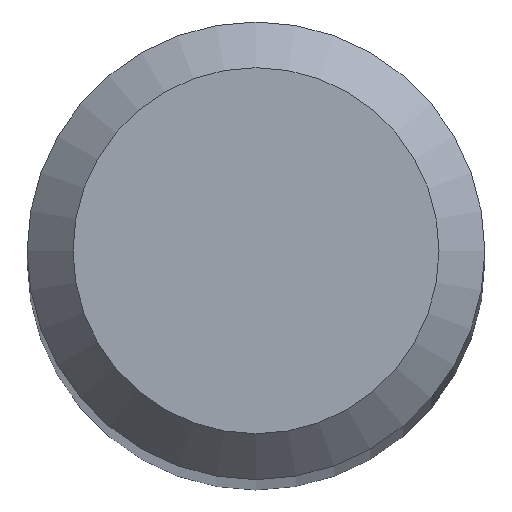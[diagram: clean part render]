
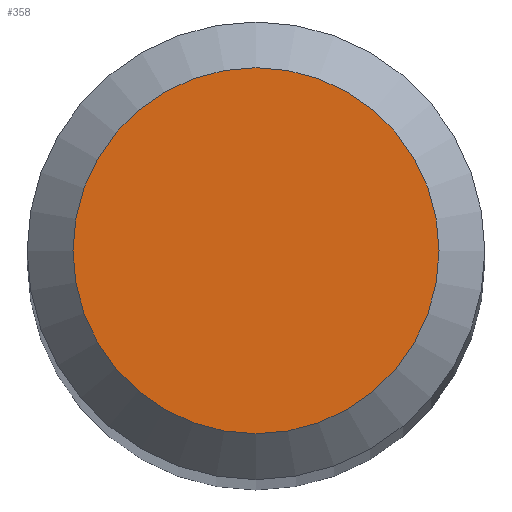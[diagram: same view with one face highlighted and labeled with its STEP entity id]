
A CAD part, top view. The second image highlights one B-rep face of the part: STEP entity #358.
In plain terms, the highlighted planar face has unit normal (0, 0, 1).
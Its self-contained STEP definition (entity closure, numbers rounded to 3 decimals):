
#42 = ORIENTED_EDGE ( 'NONE', *, *, #213, .T. ) ;
#62 = AXIS2_PLACEMENT_3D ( 'NONE', #351, #321, #353 ) ;
#141 = DIRECTION ( 'NONE',  ( 0., 1., 0. ) ) ;
#179 = FACE_OUTER_BOUND ( 'NONE', #319, .T. ) ;
#211 = CARTESIAN_POINT ( 'NONE',  ( 0., -1.2, 46. ) ) ;
#213 = EDGE_CURVE ( 'NONE', #363, #363, #295, .T. ) ;
#274 = PLANE ( 'NONE',  #382 ) ;
#295 = CIRCLE ( 'NONE', #62, 1.2 ) ;
#308 = DIRECTION ( 'NONE',  ( 0., 0., -1. ) ) ;
#319 = EDGE_LOOP ( 'NONE', ( #42 ) ) ;
#321 = DIRECTION ( 'NONE',  ( 0., 0., 1. ) ) ;
#351 = CARTESIAN_POINT ( 'NONE',  ( 0., 0., 46. ) ) ;
#353 = DIRECTION ( 'NONE',  ( 0., -1., 0. ) ) ;
#358 = ADVANCED_FACE ( 'NONE', ( #179 ), #274, .F. ) ;
#363 = VERTEX_POINT ( 'NONE', #211 ) ;
#382 = AXIS2_PLACEMENT_3D ( 'NONE', #409, #308, #141 ) ;
#409 = CARTESIAN_POINT ( 'NONE',  ( 0., 0., 46. ) ) ;
